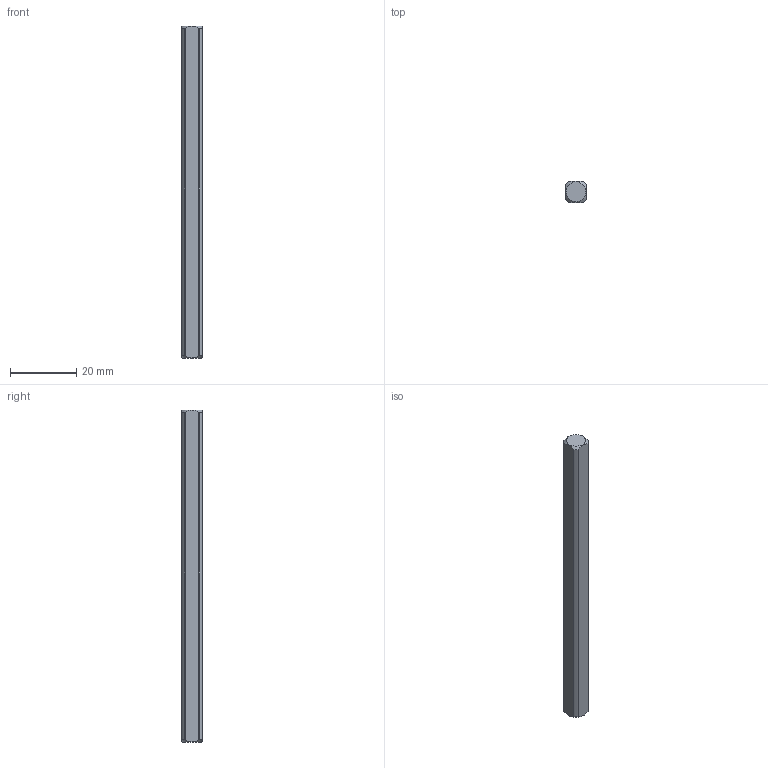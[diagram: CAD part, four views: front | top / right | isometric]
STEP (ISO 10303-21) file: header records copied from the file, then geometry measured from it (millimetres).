
FILE_DESCRIPTION (( 'STEP AP203' ), '1' );
FILE_NAME ('276-3523-000 Rev1.STEP', '2014-01-09T20:40:13', ( '' ), ( '' ), 'SwSTEP 2.0', 'SolidWorks 2013', '' );
FILE_SCHEMA (( 'CONFIG_CONTROL_DESIGN' ));
Length unit declared in the file: millimetre
Products named in the file (1): 276-3523-000 Rev1
Bounding box: 6.35 x 6.35 x 100.6 mm (x, y, z)
Volume: 3851.7 mm3; surface area: 2368.6 mm2
Topology: 1 solids, 1 shells, 22 faces, 60 edges, 40 vertices
Faces by surface type: cylinder 12, plane 6, sphere 4
Entity records: 901 total; most frequent: CARTESIAN_POINT 267, ORIENTED_EDGE 120, DIRECTION 118, EDGE_CURVE 60, AXIS2_PLACEMENT_3D 51, VERTEX_POINT 40, CIRCLE 28, EDGE_LOOP 22
